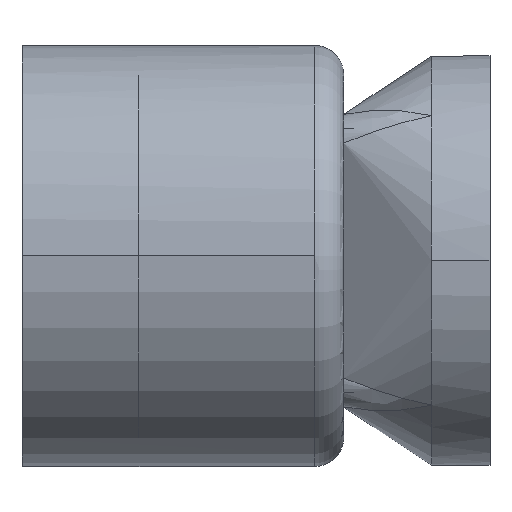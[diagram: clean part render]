
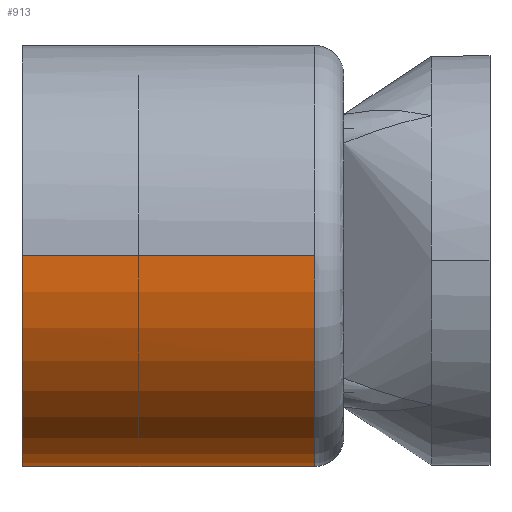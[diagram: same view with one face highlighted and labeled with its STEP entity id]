
A CAD part, top view. The second image highlights one B-rep face of the part: STEP entity #913.
In plain terms, the highlighted cylindrical face has radius 36 mm (diameter 72 mm), a partial arc.
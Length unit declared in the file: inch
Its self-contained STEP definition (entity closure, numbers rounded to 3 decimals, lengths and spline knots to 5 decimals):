
#41 = AXIS2_PLACEMENT_3D ( 'NONE', #2097, #2123, #1345 ) ;
#42 = AXIS2_PLACEMENT_3D ( 'NONE', #2379, #787, #1805 ) ;
#123 = VERTEX_POINT ( 'NONE', #1541 ) ;
#177 = ORIENTED_EDGE ( 'NONE', *, *, #594, .T. ) ;
#189 = VERTEX_POINT ( 'NONE', #649 ) ;
#241 = DIRECTION ( 'NONE',  ( 0., 0., 1. ) ) ;
#249 = CARTESIAN_POINT ( 'NONE',  ( 8.73352, 12.11069, 24.59485 ) ) ;
#272 = CARTESIAN_POINT ( 'NONE',  ( 7.69937, 10.69586, 24.51062 ) ) ;
#298 = CARTESIAN_POINT ( 'NONE',  ( 6.83083, 10.97156, 23.75045 ) ) ;
#311 = VECTOR ( 'NONE', #2295, 39.37008 ) ;
#338 = EDGE_LOOP ( 'NONE', ( #2202, #177, #543, #2340, #1970, #1677, #1225 ) ) ;
#430 = VERTEX_POINT ( 'NONE', #1754 ) ;
#441 = CIRCLE ( 'NONE', #42, 1.41732 ) ;
#468 = CARTESIAN_POINT ( 'NONE',  ( 6.95796, 10.89022, 23.87395 ) ) ;
#480 = CARTESIAN_POINT ( 'NONE',  ( 7.71676, 10.69522, 24.52229 ) ) ;
#505 = LINE ( 'NONE', #1523, #311 ) ;
#537 = EDGE_CURVE ( 'NONE', #123, #430, #1988, .T. ) ;
#543 = ORIENTED_EDGE ( 'NONE', *, *, #1556, .F. ) ;
#594 = EDGE_CURVE ( 'NONE', #907, #1201, #1846, .T. ) ;
#598 = FACE_OUTER_BOUND ( 'NONE', #338, .T. ) ;
#606 = CIRCLE ( 'NONE', #2017, 1.41732 ) ;
#649 = CARTESIAN_POINT ( 'NONE',  ( 6.76501, 11.02736, 23.68095 ) ) ;
#679 = CARTESIAN_POINT ( 'NONE',  ( 7.54735, 10.70803, 24.3884 ) ) ;
#698 = DIRECTION ( 'NONE',  ( 0., 0., -1. ) ) ;
#713 = DIRECTION ( 'NONE',  ( -1., 0., 0. ) ) ;
#787 = DIRECTION ( 'NONE',  ( -1., 0., 0. ) ) ;
#799 = VECTOR ( 'NONE', #713, 39.37008 ) ;
#814 = VECTOR ( 'NONE', #1457, 39.37008 ) ;
#824 = EDGE_CURVE ( 'NONE', #123, #988, #505, .T. ) ;
#872 = CARTESIAN_POINT ( 'NONE',  ( 6.76501, 11.02736, 23.68095 ) ) ;
#907 = VERTEX_POINT ( 'NONE', #1757 ) ;
#913 = ADVANCED_FACE ( 'NONE', ( #598 ), #1371, .T. ) ;
#988 = VERTEX_POINT ( 'NONE', #1317 ) ;
#1046 = CARTESIAN_POINT ( 'NONE',  ( 7.72292, 10.69506, 24.5256 ) ) ;
#1070 = CARTESIAN_POINT ( 'NONE',  ( 7.29476, 10.75491, 24.1749 ) ) ;
#1191 = EDGE_CURVE ( 'NONE', #1848, #430, #2278, .T. ) ;
#1201 = VERTEX_POINT ( 'NONE', #1266 ) ;
#1206 = CARTESIAN_POINT ( 'NONE',  ( 7.55241, 12.11069, 24.59485 ) ) ;
#1210 = AXIS2_PLACEMENT_3D ( 'NONE', #1206, #1384, #241 ) ;
#1225 = ORIENTED_EDGE ( 'NONE', *, *, #1191, .F. ) ;
#1232 = CARTESIAN_POINT ( 'NONE',  ( 7.13244, 10.80713, 24.0334 ) ) ;
#1245 = CARTESIAN_POINT ( 'NONE',  ( 7.71089, 10.69542, 24.5185 ) ) ;
#1266 = CARTESIAN_POINT ( 'NONE',  ( 6.76501, 12.11069, 26.01217 ) ) ;
#1273 = CARTESIAN_POINT ( 'NONE',  ( 6.9391, 10.90091, 23.85615 ) ) ;
#1317 = CARTESIAN_POINT ( 'NONE',  ( 7.72292, 10.69506, 24.5256 ) ) ;
#1345 = DIRECTION ( 'NONE',  ( 0., 0., 1. ) ) ;
#1371 = CYLINDRICAL_SURFACE ( 'NONE', #41, 1.41732 ) ;
#1384 = DIRECTION ( 'NONE',  ( -1., 0., 0. ) ) ;
#1456 = B_SPLINE_CURVE_WITH_KNOTS ( 'NONE', 3,
 ( #872, #1814, #298, #1851, #2038, #1273, #468, #1825, #1232, #1070, #1460, #2429, #679, #2204, #2232, #2012, #1624, #2215, #272, #1245, #480, #1046 ),
 .UNSPECIFIED., .F., .F.,
 ( 4, 2, 2, 2, 2, 2, 2, 2, 2, 2, 4 ),
 ( 0.01409, 0.01833, 0.02046, 0.02258, 0.03107, 0.03956, 0.04381, 0.04593, 0.04699, 0.04752, 0.04806 ),
 .UNSPECIFIED. ) ;
#1457 = DIRECTION ( 'NONE',  ( -1., 0., 0. ) ) ;
#1460 = CARTESIAN_POINT ( 'NONE',  ( 7.37784, 10.7351, 24.24579 ) ) ;
#1523 = CARTESIAN_POINT ( 'NONE',  ( 7.55241, 10.69506, 24.5256 ) ) ;
#1541 = CARTESIAN_POINT ( 'NONE',  ( 7.55241, 10.69506, 24.5256 ) ) ;
#1556 = EDGE_CURVE ( 'NONE', #189, #1201, #441, .T. ) ;
#1624 = CARTESIAN_POINT ( 'NONE',  ( 7.67696, 10.69693, 24.49399 ) ) ;
#1631 = EDGE_CURVE ( 'NONE', #189, #988, #1456, .T. ) ;
#1677 = ORIENTED_EDGE ( 'NONE', *, *, #537, .T. ) ;
#1754 = CARTESIAN_POINT ( 'NONE',  ( 7.55241, 10.69336, 24.59485 ) ) ;
#1757 = CARTESIAN_POINT ( 'NONE',  ( 8.73352, 12.11069, 26.01217 ) ) ;
#1805 = DIRECTION ( 'NONE',  ( 0., 0., 1. ) ) ;
#1814 = CARTESIAN_POINT ( 'NONE',  ( 6.7969, 10.99813, 23.7156 ) ) ;
#1825 = CARTESIAN_POINT ( 'NONE',  ( 7.05319, 10.83947, 23.96278 ) ) ;
#1846 = LINE ( 'NONE', #2422, #814 ) ;
#1848 = VERTEX_POINT ( 'NONE', #2377 ) ;
#1851 = CARTESIAN_POINT ( 'NONE',  ( 6.88403, 10.93492, 23.80312 ) ) ;
#1970 = ORIENTED_EDGE ( 'NONE', *, *, #824, .F. ) ;
#1988 = CIRCLE ( 'NONE', #1210, 1.41732 ) ;
#2012 = CARTESIAN_POINT ( 'NONE',  ( 7.66599, 10.69757, 24.48537 ) ) ;
#2017 = AXIS2_PLACEMENT_3D ( 'NONE', #249, #2072, #698 ) ;
#2038 = CARTESIAN_POINT ( 'NONE',  ( 6.90215, 10.92325, 23.82075 ) ) ;
#2072 = DIRECTION ( 'NONE',  ( -1., 0., 0. ) ) ;
#2097 = CARTESIAN_POINT ( 'NONE',  ( 8.93037, 12.11069, 24.59485 ) ) ;
#2123 = DIRECTION ( 'NONE',  ( -1., 0., 0. ) ) ;
#2202 = ORIENTED_EDGE ( 'NONE', *, *, #2284, .T. ) ;
#2204 = CARTESIAN_POINT ( 'NONE',  ( 7.61174, 10.70156, 24.44159 ) ) ;
#2215 = CARTESIAN_POINT ( 'NONE',  ( 7.69373, 10.69611, 24.50652 ) ) ;
#2232 = CARTESIAN_POINT ( 'NONE',  ( 7.63328, 10.69975, 24.45929 ) ) ;
#2278 = LINE ( 'NONE', #2467, #799 ) ;
#2284 = EDGE_CURVE ( 'NONE', #1848, #907, #606, .T. ) ;
#2295 = DIRECTION ( 'NONE',  ( 1., 0., 0. ) ) ;
#2340 = ORIENTED_EDGE ( 'NONE', *, *, #1631, .T. ) ;
#2377 = CARTESIAN_POINT ( 'NONE',  ( 8.73352, 10.69336, 24.59485 ) ) ;
#2379 = CARTESIAN_POINT ( 'NONE',  ( 6.76501, 12.11069, 24.59485 ) ) ;
#2422 = CARTESIAN_POINT ( 'NONE',  ( 8.93037, 12.11069, 26.01217 ) ) ;
#2429 = CARTESIAN_POINT ( 'NONE',  ( 7.50471, 10.71373, 24.35267 ) ) ;
#2467 = CARTESIAN_POINT ( 'NONE',  ( 8.93037, 10.69336, 24.59485 ) ) ;
